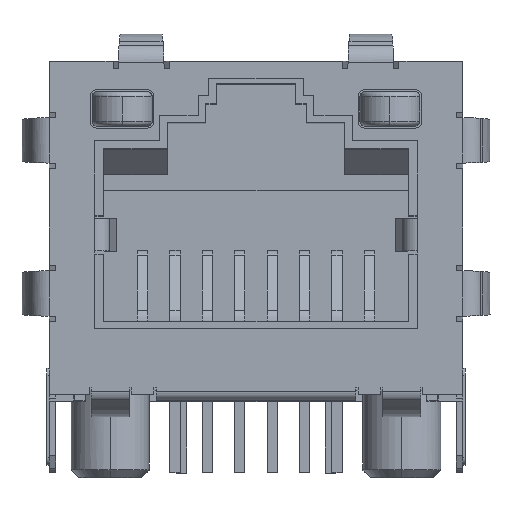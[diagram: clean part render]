
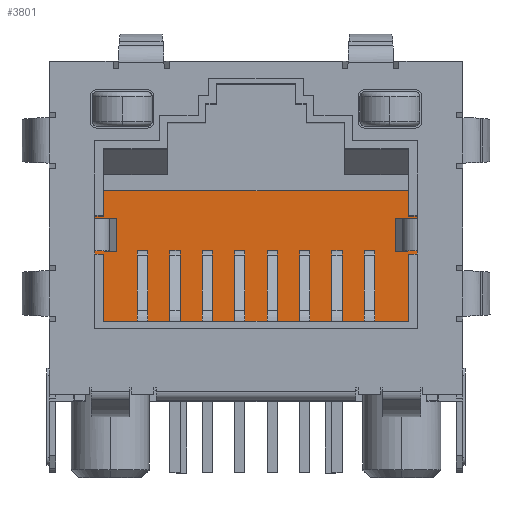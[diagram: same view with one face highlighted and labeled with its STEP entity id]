
A CAD part, top view. The second image highlights one B-rep face of the part: STEP entity #3801.
In plain terms, the highlighted planar face has unit normal (0, 0, 1).
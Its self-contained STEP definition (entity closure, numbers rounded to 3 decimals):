
#431 = VERTEX_POINT ( 'NONE', #12494 ) ;
#518 = EDGE_CURVE ( 'NONE', #519, #431, #12656, .T. ) ;
#519 = VERTEX_POINT ( 'NONE', #12701 ) ;
#912 = VERTEX_POINT ( 'NONE', #13367 ) ;
#972 = EDGE_CURVE ( 'NONE', #912, #985, #13449, .T. ) ;
#985 = VERTEX_POINT ( 'NONE', #13480 ) ;
#2294 = EDGE_CURVE ( 'NONE', #2297, #2298, #15584, .T. ) ;
#2297 = VERTEX_POINT ( 'NONE', #15575 ) ;
#2298 = VERTEX_POINT ( 'NONE', #15574 ) ;
#3780 = VERTEX_POINT ( 'NONE', #18128 ) ;
#3782 = ORIENTED_EDGE ( 'NONE', *, *, #3783, .T. ) ;
#3783 = EDGE_CURVE ( 'NONE', #3780, #519, #18187, .T. ) ;
#3784 = ORIENTED_EDGE ( 'NONE', *, *, #518, .T. ) ;
#3785 = ORIENTED_EDGE ( 'NONE', *, *, #3786, .T. ) ;
#3786 = EDGE_CURVE ( 'NONE', #431, #3787, #18183, .T. ) ;
#3787 = VERTEX_POINT ( 'NONE', #18179 ) ;
#3788 = ORIENTED_EDGE ( 'NONE', *, *, #3886, .T. ) ;
#3801 = ADVANCED_FACE ( 'NONE', ( #18163 ), #18210, .T. ) ;
#3803 = EDGE_LOOP ( 'NONE', ( #3805, #3915, #3917, #3918, #3782, #3784, #3785, #3788, #3889, #3893, #3901, #3906 ) ) ;
#3805 = ORIENTED_EDGE ( 'NONE', *, *, #3807, .T. ) ;
#3807 = EDGE_CURVE ( 'NONE', #985, #3809, #18205, .T. ) ;
#3809 = VERTEX_POINT ( 'NONE', #18201 ) ;
#3886 = EDGE_CURVE ( 'NONE', #3787, #3887, #18356, .T. ) ;
#3887 = VERTEX_POINT ( 'NONE', #18352 ) ;
#3889 = ORIENTED_EDGE ( 'NONE', *, *, #3890, .T. ) ;
#3890 = EDGE_CURVE ( 'NONE', #3887, #3892, #18351, .T. ) ;
#3892 = VERTEX_POINT ( 'NONE', #18347 ) ;
#3893 = ORIENTED_EDGE ( 'NONE', *, *, #3896, .T. ) ;
#3896 = EDGE_CURVE ( 'NONE', #3892, #3898, #18346, .T. ) ;
#3898 = VERTEX_POINT ( 'NONE', #18342 ) ;
#3901 = ORIENTED_EDGE ( 'NONE', *, *, #3904, .T. ) ;
#3904 = EDGE_CURVE ( 'NONE', #3898, #912, #18340, .T. ) ;
#3906 = ORIENTED_EDGE ( 'NONE', *, *, #972, .T. ) ;
#3915 = ORIENTED_EDGE ( 'NONE', *, *, #3916, .T. ) ;
#3916 = EDGE_CURVE ( 'NONE', #3809, #2297, #18380, .T. ) ;
#3917 = ORIENTED_EDGE ( 'NONE', *, *, #2294, .T. ) ;
#3918 = ORIENTED_EDGE ( 'NONE', *, *, #3920, .T. ) ;
#3920 = EDGE_CURVE ( 'NONE', #2298, #3780, #18376, .T. ) ;
#12494 = CARTESIAN_POINT ( 'NONE',  ( -6.32, -0.762, -8.55 ) ) ;
#12656 = LINE ( 'NONE', #12704, #12703 ) ;
#12701 = CARTESIAN_POINT ( 'NONE',  ( -6.32, 0.762, -8.55 ) ) ;
#12702 = DIRECTION ( 'NONE',  ( 0., -1., 0. ) ) ;
#12703 = VECTOR ( 'NONE', #12702, 1000. ) ;
#12704 = CARTESIAN_POINT ( 'NONE',  ( -6.32, 0., -8.55 ) ) ;
#13367 = CARTESIAN_POINT ( 'NONE',  ( 6.32, -0.762, -8.55 ) ) ;
#13449 = LINE ( 'NONE', #13501, #13500 ) ;
#13480 = CARTESIAN_POINT ( 'NONE',  ( 6.32, 0.762, -8.55 ) ) ;
#13499 = DIRECTION ( 'NONE',  ( 0., 1., 0. ) ) ;
#13500 = VECTOR ( 'NONE', #13499, 1000. ) ;
#13501 = CARTESIAN_POINT ( 'NONE',  ( 6.32, 0., -8.55 ) ) ;
#15574 = CARTESIAN_POINT ( 'NONE',  ( -5.97, 1.762, -8.55 ) ) ;
#15575 = CARTESIAN_POINT ( 'NONE',  ( 5.97, 1.762, -8.55 ) ) ;
#15576 = DIRECTION ( 'NONE',  ( -1., 0., 0. ) ) ;
#15577 = VECTOR ( 'NONE', #15576, 1000. ) ;
#15578 = CARTESIAN_POINT ( 'NONE',  ( 0., 1.762, -8.55 ) ) ;
#15584 = LINE ( 'NONE', #15578, #15577 ) ;
#18128 = CARTESIAN_POINT ( 'NONE',  ( -5.97, 0.762, -8.55 ) ) ;
#18163 = FACE_OUTER_BOUND ( 'NONE', #3803, .T. ) ;
#18179 = CARTESIAN_POINT ( 'NONE',  ( -5.97, -0.762, -8.55 ) ) ;
#18180 = DIRECTION ( 'NONE',  ( 1., 0., 0. ) ) ;
#18181 = VECTOR ( 'NONE', #18180, 1000. ) ;
#18182 = CARTESIAN_POINT ( 'NONE',  ( 0., -0.762, -8.55 ) ) ;
#18183 = LINE ( 'NONE', #18182, #18181 ) ;
#18184 = DIRECTION ( 'NONE',  ( -1., 0., 0. ) ) ;
#18185 = VECTOR ( 'NONE', #18184, 1000. ) ;
#18186 = CARTESIAN_POINT ( 'NONE',  ( 0., 0.762, -8.55 ) ) ;
#18187 = LINE ( 'NONE', #18186, #18185 ) ;
#18201 = CARTESIAN_POINT ( 'NONE',  ( 5.97, 0.762, -8.55 ) ) ;
#18202 = DIRECTION ( 'NONE',  ( -1., 0., 0. ) ) ;
#18203 = VECTOR ( 'NONE', #18202, 1000. ) ;
#18204 = CARTESIAN_POINT ( 'NONE',  ( 0., 0.762, -8.55 ) ) ;
#18205 = LINE ( 'NONE', #18204, #18203 ) ;
#18206 = DIRECTION ( 'NONE',  ( 1., 0., 0. ) ) ;
#18207 = DIRECTION ( 'NONE',  ( 0., 0., 1. ) ) ;
#18208 = CARTESIAN_POINT ( 'NONE',  ( 0., 0., -8.55 ) ) ;
#18209 = AXIS2_PLACEMENT_3D ( 'NONE', #18208, #18207, #18206 ) ;
#18210 = PLANE ( 'NONE',  #18209 ) ;
#18337 = DIRECTION ( 'NONE',  ( 1., 0., 0. ) ) ;
#18338 = VECTOR ( 'NONE', #18337, 1000. ) ;
#18339 = CARTESIAN_POINT ( 'NONE',  ( 0., -0.762, -8.55 ) ) ;
#18340 = LINE ( 'NONE', #18339, #18338 ) ;
#18342 = CARTESIAN_POINT ( 'NONE',  ( 5.97, -0.762, -8.55 ) ) ;
#18343 = DIRECTION ( 'NONE',  ( 0., 1., 0. ) ) ;
#18344 = VECTOR ( 'NONE', #18343, 1000. ) ;
#18345 = CARTESIAN_POINT ( 'NONE',  ( 5.97, -3.39, -8.55 ) ) ;
#18346 = LINE ( 'NONE', #18345, #18344 ) ;
#18347 = CARTESIAN_POINT ( 'NONE',  ( 5.97, -3.39, -8.55 ) ) ;
#18348 = DIRECTION ( 'NONE',  ( 1., 0., 0. ) ) ;
#18349 = VECTOR ( 'NONE', #18348, 1000. ) ;
#18350 = CARTESIAN_POINT ( 'NONE',  ( -5.97, -3.39, -8.55 ) ) ;
#18351 = LINE ( 'NONE', #18350, #18349 ) ;
#18352 = CARTESIAN_POINT ( 'NONE',  ( -5.97, -3.39, -8.55 ) ) ;
#18353 = DIRECTION ( 'NONE',  ( 0., -1., 0. ) ) ;
#18354 = VECTOR ( 'NONE', #18353, 1000. ) ;
#18355 = CARTESIAN_POINT ( 'NONE',  ( -5.97, -0.762, -8.55 ) ) ;
#18356 = LINE ( 'NONE', #18355, #18354 ) ;
#18373 = DIRECTION ( 'NONE',  ( 0., -1., 0. ) ) ;
#18374 = VECTOR ( 'NONE', #18373, 1000. ) ;
#18375 = CARTESIAN_POINT ( 'NONE',  ( -5.97, 3.39, -8.55 ) ) ;
#18376 = LINE ( 'NONE', #18375, #18374 ) ;
#18377 = DIRECTION ( 'NONE',  ( 0., 1., 0. ) ) ;
#18378 = VECTOR ( 'NONE', #18377, 1000. ) ;
#18379 = CARTESIAN_POINT ( 'NONE',  ( 5.97, 0.762, -8.55 ) ) ;
#18380 = LINE ( 'NONE', #18379, #18378 ) ;
